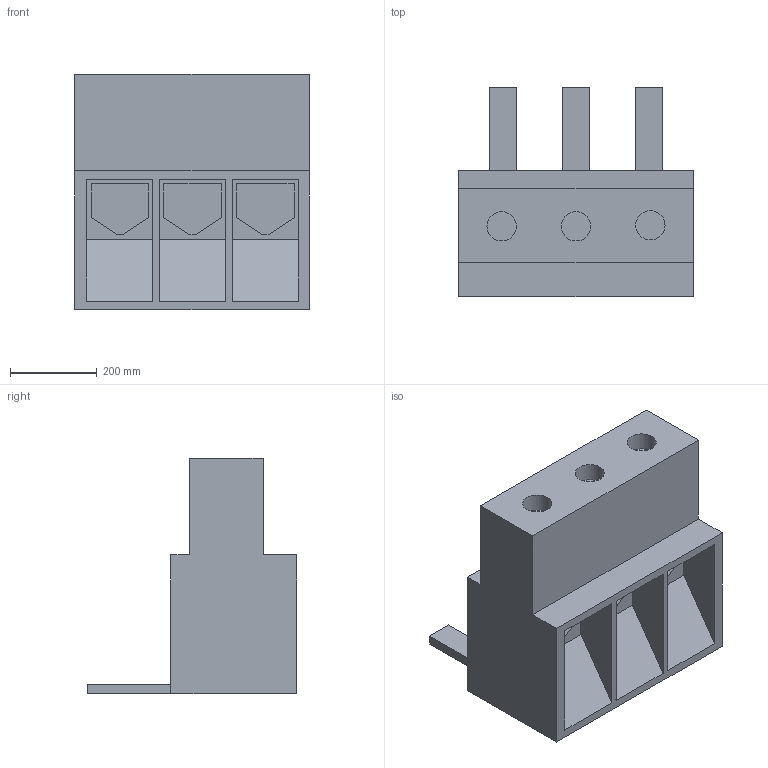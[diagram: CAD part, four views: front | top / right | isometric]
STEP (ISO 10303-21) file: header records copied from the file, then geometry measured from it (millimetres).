
FILE_DESCRIPTION((' '),'2;1');
FILE_NAME('KT7-45-A3E_3D.stp','2012-04-05T13:14:04',(' '),(' '),' ','ACIS',' ');
FILE_SCHEMA(('CONFIG_CONTROL_DESIGN'));
Length unit declared in the file: millimetre
Products named in the file (1): KT7-45-A3E_3D.stp
Bounding box: 540 x 482.5 x 542.5 mm (x, y, z)
Volume: 57392416.9 mm3; surface area: 1604280 mm2
Topology: 1 solids, 1 shells, 64 faces, 159 edges, 106 vertices
Faces by surface type: plane 61, cylinder 3
Full cylindrical faces by diameter (mm): 67.5 x3
Entity records: 1961 total; most frequent: CARTESIAN_POINT 327, ORIENTED_EDGE 312, DIRECTION 292, EDGE_CURVE 156, VECTOR 150, LINE 150, VERTEX_POINT 106, EDGE_LOOP 76
